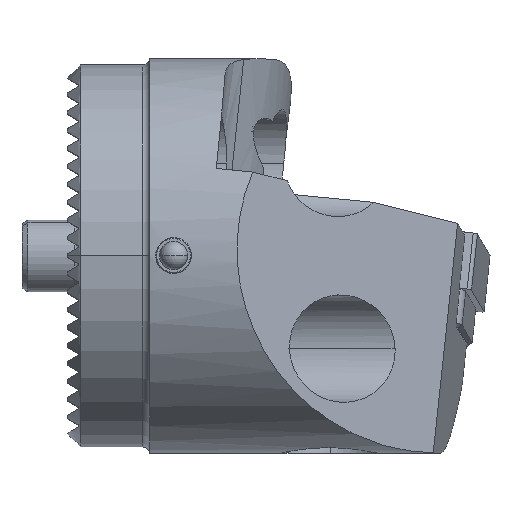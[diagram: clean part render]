
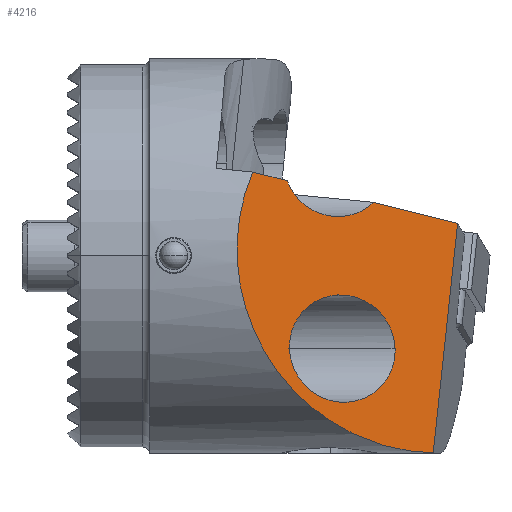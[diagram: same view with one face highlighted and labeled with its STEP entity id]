
A CAD part, top view. The second image highlights one B-rep face of the part: STEP entity #4216.
In plain terms, the highlighted planar face has unit normal (0.714, 0.023, 0.7).
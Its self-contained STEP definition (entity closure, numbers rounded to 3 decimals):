
#5 = CARTESIAN_POINT ( 'NONE',  ( 18.014, 6.28, 12.021 ) ) ;
#27 = CARTESIAN_POINT ( 'NONE',  ( 44.959, -0.408, -15.215 ) ) ;
#395 = CARTESIAN_POINT ( 'NONE',  ( 27.043, -7.778, 3.278 ) ) ;
#676 = FACE_OUTER_BOUND ( 'NONE', #16507, .T. ) ;
#833 = CARTESIAN_POINT ( 'NONE',  ( 18.014, 6.28, 12.021 ) ) ;
#1481 = CARTESIAN_POINT ( 'NONE',  ( 18.209, -7.778, 12.278 ) ) ;
#1528 = DIRECTION ( 'NONE',  ( 0.693, -0.172, -0.7 ) ) ;
#1693 = EDGE_CURVE ( 'NONE', #9404, #6045, #14631, .T. ) ;
#2362 = DIRECTION ( 'NONE',  ( -0.693, 0.172, 0.7 ) ) ;
#2560 = CARTESIAN_POINT ( 'NONE',  ( 32.286, 2.737, -2.404 ) ) ;
#2603 = DIRECTION ( 'NONE',  ( 0.105, 0.985, -0.138 ) ) ;
#2744 = VERTEX_POINT ( 'NONE', #16290 ) ;
#2812 = EDGE_CURVE ( 'NONE', #2744, #13701, #17821, .T. ) ;
#3177 =( BOUNDED_CURVE ( )  B_SPLINE_CURVE ( 3, ( #17576, #8464, #19708, #14984 ),
 .UNSPECIFIED., .F., .F. ) 
 B_SPLINE_CURVE_WITH_KNOTS ( ( 4, 4 ),
 ( 0.032, 3.174 ),
 .UNSPECIFIED. ) 
 CURVE ( )  GEOMETRIC_REPRESENTATION_ITEM ( )  RATIONAL_B_SPLINE_CURVE ( ( 1., 0.333, 0.333, 1. ) ) 
 REPRESENTATION_ITEM ( '' )  );
#3255 = EDGE_CURVE ( 'NONE', #3293, #2744, #9472, .T. ) ;
#3293 = VERTEX_POINT ( 'NONE', #833 ) ;
#3486 = EDGE_CURVE ( 'NONE', #16355, #16813, #18245, .T. ) ;
#3834 = EDGE_CURVE ( 'NONE', #13701, #16813, #7281, .T. ) ;
#4216 = ADVANCED_FACE ( 'NONE', ( #4692, #676 ), #8891, .F. ) ;
#4692 = FACE_BOUND ( 'NONE', #19581, .T. ) ;
#4693 = ORIENTED_EDGE ( 'NONE', *, *, #3486, .F. ) ;
#4756 = CARTESIAN_POINT ( 'NONE',  ( 27.043, -7.778, 3.278 ) ) ;
#4867 = ORIENTED_EDGE ( 'NONE', *, *, #3834, .T. ) ;
#5867 = DIRECTION ( 'NONE',  ( -0.713, -0.023, -0.7 ) ) ;
#6045 = VERTEX_POINT ( 'NONE', #395 ) ;
#6915 = CARTESIAN_POINT ( 'NONE',  ( 30.244, -16.497, 0.299 ) ) ;
#7281 = LINE ( 'NONE', #19284, #17529 ) ;
#7454 = ORIENTED_EDGE ( 'NONE', *, *, #8888, .F. ) ;
#7935 = CARTESIAN_POINT ( 'NONE',  ( 27.329, -16.778, 3.278 ) ) ;
#7993 = VECTOR ( 'NONE', #1528, 1000. ) ;
#8360 = CARTESIAN_POINT ( 'NONE',  ( 32.286, 2.737, -2.404 ) ) ;
#8464 = CARTESIAN_POINT ( 'NONE',  ( 26.756, 1.222, 3.278 ) ) ;
#8888 = EDGE_CURVE ( 'NONE', #3293, #16355, #16693, .T. ) ;
#8891 = PLANE ( 'NONE',  #9543 ) ;
#9404 = VERTEX_POINT ( 'NONE', #1481 ) ;
#9472 = LINE ( 'NONE', #2560, #19233 ) ;
#9543 = AXIS2_PLACEMENT_3D ( 'NONE', #11947, #5867, #18320 ) ;
#10388 = CARTESIAN_POINT ( 'NONE',  ( 30.244, -16.497, 0.299 ) ) ;
#10493 = CARTESIAN_POINT ( 'NONE',  ( 22.744, 2.038, 7.339 ) ) ;
#11762 = CARTESIAN_POINT ( 'NONE',  ( 9.988, -5.008, 20.564 ) ) ;
#11904 = CARTESIAN_POINT ( 'NONE',  ( 15.123, 6.997, 14.943 ) ) ;
#11947 = CARTESIAN_POINT ( 'NONE',  ( 29.027, -27.968, 1.911 ) ) ;
#11949 = CARTESIAN_POINT ( 'NONE',  ( 25.246, 4.485, 4.712 ) ) ;
#13701 = VERTEX_POINT ( 'NONE', #6915 ) ;
#14556 = ORIENTED_EDGE ( 'NONE', *, *, #1693, .F. ) ;
#14631 =( BOUNDED_CURVE ( )  B_SPLINE_CURVE ( 3, ( #15520, #18472, #7935, #4756 ),
 .UNSPECIFIED., .F., .T. ) 
 B_SPLINE_CURVE_WITH_KNOTS ( ( 4, 4 ),
 ( 3.174, 6.316 ),
 .UNSPECIFIED. ) 
 CURVE ( )  GEOMETRIC_REPRESENTATION_ITEM ( )  RATIONAL_B_SPLINE_CURVE ( ( 1., 0.333, 0.333, 1. ) ) 
 REPRESENTATION_ITEM ( '' )  );
#14707 = ORIENTED_EDGE ( 'NONE', *, *, #3255, .T. ) ;
#14984 = CARTESIAN_POINT ( 'NONE',  ( 18.209, -7.778, 12.278 ) ) ;
#15126 = CARTESIAN_POINT ( 'NONE',  ( 19.295, 2.894, 10.826 ) ) ;
#15520 = CARTESIAN_POINT ( 'NONE',  ( 18.209, -7.778, 12.278 ) ) ;
#15962 = CARTESIAN_POINT ( 'NONE',  ( 25.246, 4.485, 4.712 ) ) ;
#16290 = CARTESIAN_POINT ( 'NONE',  ( 15.123, 6.997, 14.943 ) ) ;
#16355 = VERTEX_POINT ( 'NONE', #15962 ) ;
#16365 = CARTESIAN_POINT ( 'NONE',  ( 17.228, -16.257, 13.552 ) ) ;
#16479 = EDGE_CURVE ( 'NONE', #6045, #9404, #3177, .T. ) ;
#16507 = EDGE_LOOP ( 'NONE', ( #7454, #14707, #17287, #4867, #4693 ) ) ;
#16693 =( BOUNDED_CURVE ( )  B_SPLINE_CURVE ( 3, ( #5, #15126, #10493, #11949 ),
 .UNSPECIFIED., .F., .F. ) 
 B_SPLINE_CURVE_WITH_KNOTS ( ( 4, 4 ),
 ( 3.513, 5.495 ),
 .UNSPECIFIED. ) 
 CURVE ( )  GEOMETRIC_REPRESENTATION_ITEM ( )  RATIONAL_B_SPLINE_CURVE ( ( 1., 0.699, 0.699, 1. ) ) 
 REPRESENTATION_ITEM ( '' )  );
#16813 = VERTEX_POINT ( 'NONE', #8360 ) ;
#17287 = ORIENTED_EDGE ( 'NONE', *, *, #2812, .T. ) ;
#17529 = VECTOR ( 'NONE', #2603, 1000. ) ;
#17576 = CARTESIAN_POINT ( 'NONE',  ( 27.043, -7.778, 3.278 ) ) ;
#17821 =( BOUNDED_CURVE ( )  B_SPLINE_CURVE ( 3, ( #11904, #11762, #16365, #10388 ),
 .UNSPECIFIED., .F., .F. ) 
 B_SPLINE_CURVE_WITH_KNOTS ( ( 4, 4 ),
 ( 2.736, 4.727 ),
 .UNSPECIFIED. ) 
 CURVE ( )  GEOMETRIC_REPRESENTATION_ITEM ( )  RATIONAL_B_SPLINE_CURVE ( ( 1., 0.696, 0.696, 1. ) ) 
 REPRESENTATION_ITEM ( '' )  );
#17891 = ORIENTED_EDGE ( 'NONE', *, *, #16479, .F. ) ;
#18245 = LINE ( 'NONE', #27, #7993 ) ;
#18320 = DIRECTION ( 'NONE',  ( -0.7, 0., 0.714 ) ) ;
#18472 = CARTESIAN_POINT ( 'NONE',  ( 18.495, -16.778, 12.278 ) ) ;
#19233 = VECTOR ( 'NONE', #2362, 1000. ) ;
#19284 = CARTESIAN_POINT ( 'NONE',  ( 29.027, -27.968, 1.911 ) ) ;
#19581 = EDGE_LOOP ( 'NONE', ( #17891, #14556 ) ) ;
#19708 = CARTESIAN_POINT ( 'NONE',  ( 17.923, 1.222, 12.278 ) ) ;
